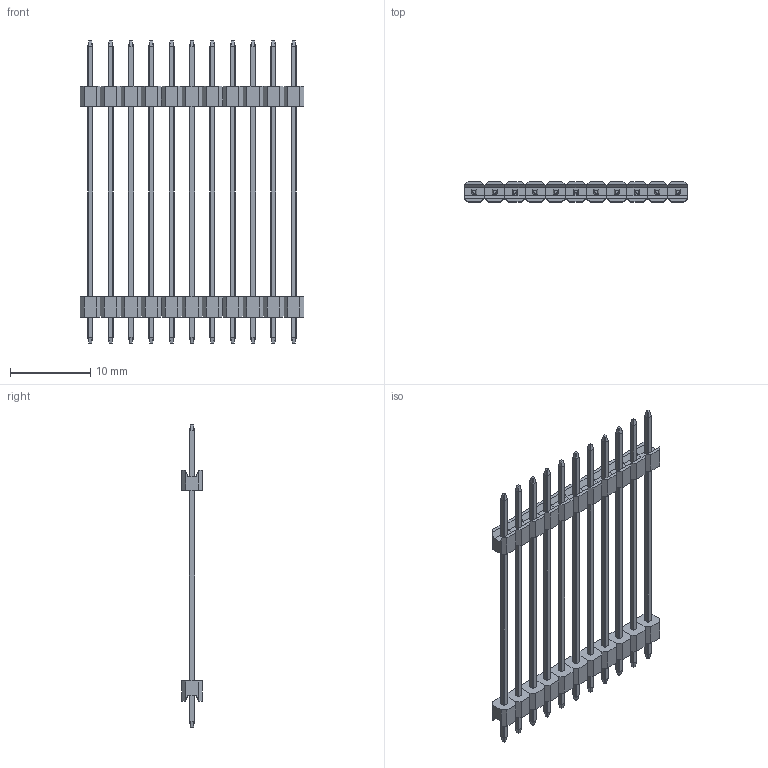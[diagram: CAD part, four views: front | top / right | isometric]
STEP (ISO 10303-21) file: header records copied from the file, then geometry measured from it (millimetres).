
FILE_DESCRIPTION(/* description */ (''),/* implementation_level */ '2;1');
FILE_NAME(/* name */ '11x Male Pim Header 37.80mm Pitch 2.54mm.stp',/* time_stamp */ '2019-10-22T08:20:51+02:00',/* author */ ('PCB-Tech'),/* organization */ (''),/* preprocessor_version */ 'ST-DEVELOPER v18',/* originating_system */ 'Autodesk Inventor 2020',/* authorisation */ '');
FILE_SCHEMA (('AUTOMOTIVE_DESIGN { 1 0 10303 214 3 1 1 }'));
Length unit declared in the file: millimetre
Products named in the file (3): 11x Male Pim Header 37.80mm Pitch 2.54mm; Male Pin 37.80mm; Insulator
Assembly tree (33 placements, depth 2):
  11x Male Pim Header 37.80mm Pitch 2.54mm
    Male Pin 37.80mm  x11
    Insulator  x22
Bounding box: 27.94 x 2.54 x 37.8 mm (x, y, z)
Volume: 420.7 mm3; surface area: 1849 mm2
Topology: 33 solids, 33 shells, 946 faces, 2376 edges, 1496 vertices
Faces by surface type: plane 946
Entity records: 2174 total; most frequent: DIRECTION 356, CARTESIAN_POINT 352, ORIENTED_EDGE 312, LINE 156, VECTOR 156, EDGE_CURVE 156, AXIS2_PLACEMENT_3D 100, VERTEX_POINT 96
